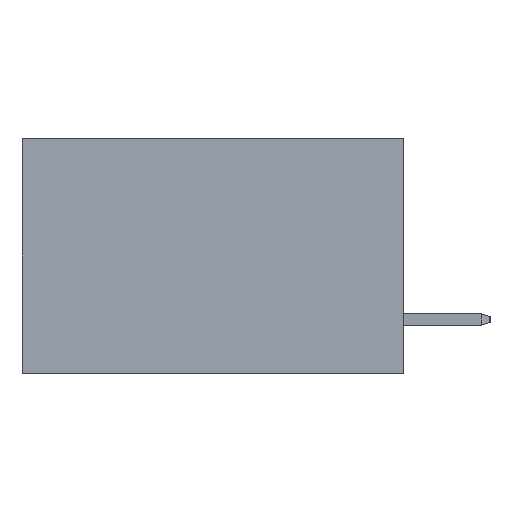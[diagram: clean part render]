
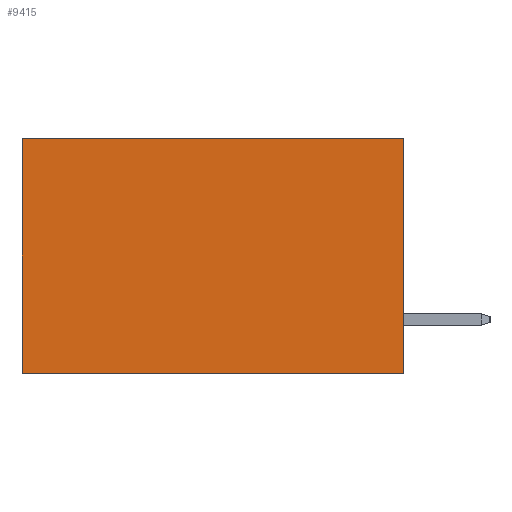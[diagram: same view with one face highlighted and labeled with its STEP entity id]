
A CAD part, left-side view. The second image highlights one B-rep face of the part: STEP entity #9415.
In plain terms, the highlighted planar face has unit normal (-1, 0, 0).
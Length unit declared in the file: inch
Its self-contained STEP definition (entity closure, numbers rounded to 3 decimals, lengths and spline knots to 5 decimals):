
#1411 = DIRECTION ( 'NONE',  ( 0., 0., -1. ) ) ;
#1520 = CARTESIAN_POINT ( 'NONE',  ( 0.2875, 0., -0.37 ) ) ;
#1583 = CARTESIAN_POINT ( 'NONE',  ( 0.2875, 0., 0. ) ) ;
#1824 = EDGE_LOOP ( 'NONE', ( #5168, #8340, #2430, #6636 ) ) ;
#2021 = VECTOR ( 'NONE', #6485, 39.37008 ) ;
#2111 = EDGE_CURVE ( 'NONE', #15469, #12842, #8200, .T. ) ;
#2335 = VERTEX_POINT ( 'NONE', #7542 ) ;
#2430 = ORIENTED_EDGE ( 'NONE', *, *, #2111, .F. ) ;
#2911 = CARTESIAN_POINT ( 'NONE',  ( 0.2875, 0.6, -0.37 ) ) ;
#3059 = VECTOR ( 'NONE', #1411, 39.37008 ) ;
#3429 = FACE_OUTER_BOUND ( 'NONE', #1824, .T. ) ;
#3690 = DIRECTION ( 'NONE',  ( 0., 1., 0. ) ) ;
#4086 = EDGE_CURVE ( 'NONE', #15469, #2335, #14341, .T. ) ;
#5168 = ORIENTED_EDGE ( 'NONE', *, *, #8110, .T. ) ;
#6397 = CARTESIAN_POINT ( 'NONE',  ( 0.2875, 0., 0. ) ) ;
#6485 = DIRECTION ( 'NONE',  ( 0., 0., -1. ) ) ;
#6636 = ORIENTED_EDGE ( 'NONE', *, *, #4086, .T. ) ;
#7542 = CARTESIAN_POINT ( 'NONE',  ( 0.2875, 0.6, 0. ) ) ;
#7798 = PLANE ( 'NONE',  #16400 ) ;
#7826 = CARTESIAN_POINT ( 'NONE',  ( 0.2875, 0., 0. ) ) ;
#8110 = EDGE_CURVE ( 'NONE', #2335, #11566, #11797, .T. ) ;
#8200 = LINE ( 'NONE', #8487, #3059 ) ;
#8340 = ORIENTED_EDGE ( 'NONE', *, *, #13176, .F. ) ;
#8487 = CARTESIAN_POINT ( 'NONE',  ( 0.2875, 0., 0. ) ) ;
#9415 = ADVANCED_FACE ( 'NONE', ( #3429 ), #7798, .F. ) ;
#10887 = DIRECTION ( 'NONE',  ( 0., 1., 0. ) ) ;
#11170 = CARTESIAN_POINT ( 'NONE',  ( 0.2875, 0., -0.37 ) ) ;
#11566 = VERTEX_POINT ( 'NONE', #2911 ) ;
#11797 = LINE ( 'NONE', #17687, #2021 ) ;
#12165 = DIRECTION ( 'NONE',  ( 1., 0., 0. ) ) ;
#12842 = VERTEX_POINT ( 'NONE', #1520 ) ;
#13176 = EDGE_CURVE ( 'NONE', #12842, #11566, #16692, .T. ) ;
#14341 = LINE ( 'NONE', #1583, #15356 ) ;
#14671 = VECTOR ( 'NONE', #10887, 39.37008 ) ;
#15356 = VECTOR ( 'NONE', #3690, 39.37008 ) ;
#15469 = VERTEX_POINT ( 'NONE', #7826 ) ;
#16400 = AXIS2_PLACEMENT_3D ( 'NONE', #6397, #12165, #17784 ) ;
#16692 = LINE ( 'NONE', #11170, #14671 ) ;
#17687 = CARTESIAN_POINT ( 'NONE',  ( 0.2875, 0.6, 0. ) ) ;
#17784 = DIRECTION ( 'NONE',  ( 0., 0., -1. ) ) ;
